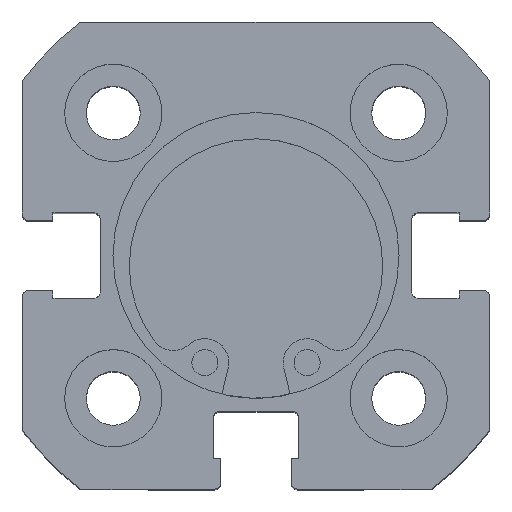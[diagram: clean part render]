
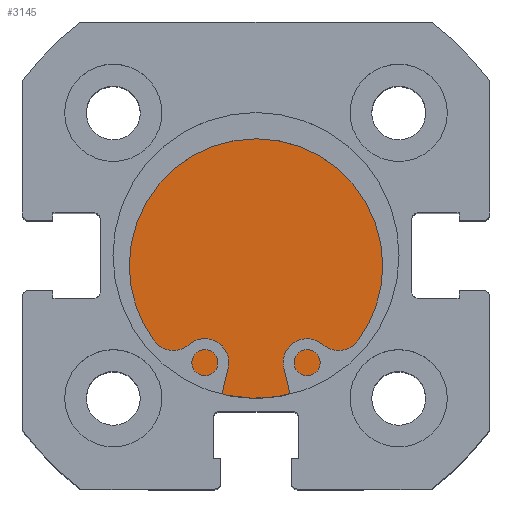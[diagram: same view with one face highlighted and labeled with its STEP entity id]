
A CAD part, top view. The second image highlights one B-rep face of the part: STEP entity #3145.
In plain terms, the highlighted face is planar.
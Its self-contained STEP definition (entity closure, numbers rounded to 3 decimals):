
#52 = VERTEX_POINT ( 'NONE', #4579 ) ;
#68 = VERTEX_POINT ( 'NONE', #4595 ) ;
#183 = EDGE_CURVE ( 'NONE', #52, #68, #3862, .T. ) ;
#190 = EDGE_CURVE ( 'NONE', #68, #52, #3872, .T. ) ;
#554 = AXIS2_PLACEMENT_3D ( 'NONE', #4894, #4895, #4896 ) ;
#560 = AXIS2_PLACEMENT_3D ( 'NONE', #4907, #4915, #4916 ) ;
#886 = AXIS2_PLACEMENT_3D ( 'NONE', #1755, #1766, #1767 ) ;
#1755 = CARTESIAN_POINT ( 'NONE',  ( 6., 11., 0. ) ) ;
#1759 = PLANE ( 'NONE',  #886 ) ;
#1766 = DIRECTION ( 'NONE',  ( -1., 0., 0. ) ) ;
#1767 = DIRECTION ( 'NONE',  ( 0., 0., 1. ) ) ;
#2154 = FACE_OUTER_BOUND ( 'NONE', #2683, .T. ) ;
#2683 = EDGE_LOOP ( 'NONE', ( #3254, #3253 ) ) ;
#3145 = ADVANCED_FACE ( 'NONE', ( #2154 ), #1759, .F. ) ;
#3253 = ORIENTED_EDGE ( 'NONE', *, *, #190, .F. ) ;
#3254 = ORIENTED_EDGE ( 'NONE', *, *, #183, .F. ) ;
#3862 = CIRCLE ( 'NONE', #554, 11. ) ;
#3872 = CIRCLE ( 'NONE', #560, 11. ) ;
#4579 = CARTESIAN_POINT ( 'NONE',  ( 6., 0., 11. ) ) ;
#4595 = CARTESIAN_POINT ( 'NONE',  ( 6., 0., -11. ) ) ;
#4894 = CARTESIAN_POINT ( 'NONE',  ( 6., 0., 0. ) ) ;
#4895 = DIRECTION ( 'NONE',  ( -1., 0., 0. ) ) ;
#4896 = DIRECTION ( 'NONE',  ( 0., 0., 1. ) ) ;
#4907 = CARTESIAN_POINT ( 'NONE',  ( 6., 0., 0. ) ) ;
#4915 = DIRECTION ( 'NONE',  ( -1., 0., 0. ) ) ;
#4916 = DIRECTION ( 'NONE',  ( 0., 0., 1. ) ) ;
